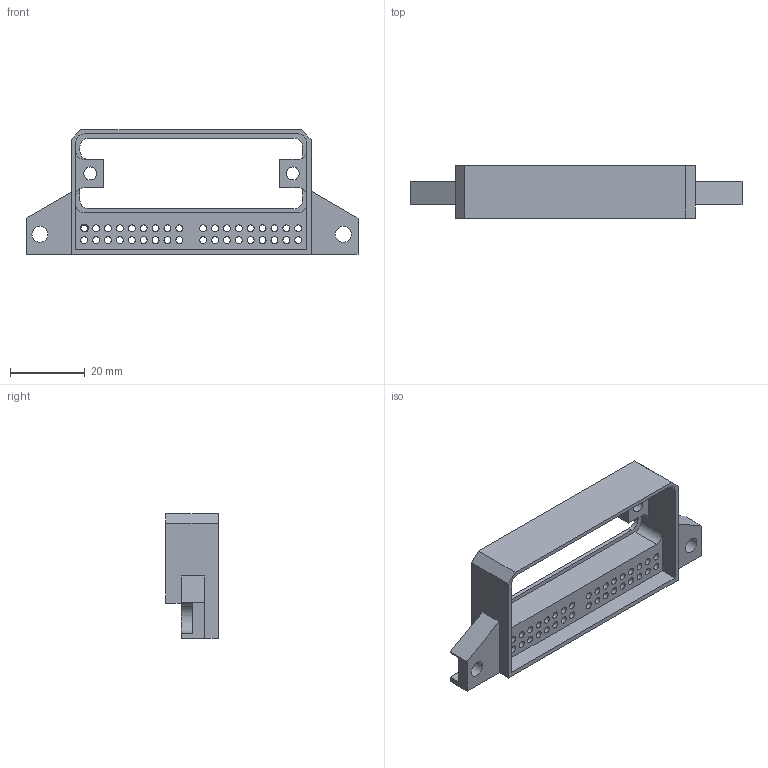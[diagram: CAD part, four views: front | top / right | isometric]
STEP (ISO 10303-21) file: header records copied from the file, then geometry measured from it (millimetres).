
FILE_DESCRIPTION(/* description */ (''),/* implementation_level */ '2;1');
FILE_NAME(/* name */ '2004925-HEADER KEYBOARD MODULE.step',/* time_stamp */ '2019-07-13T00:27:03-05:00',/* author */ (''),/* organization */ (''),/* preprocessor_version */ 'ST-DEVELOPER v18',/* originating_system */ 'Autodesk Translation Framework v8.2.0.1029',/* authorisation */ '');
FILE_SCHEMA (('AUTOMOTIVE_DESIGN { 1 0 10303 214 3 1 1 }'));
Length unit declared in the file: inch
Products named in the file (2): 2004925-HEADER KEYBOARD MODULE; 2004925
Assembly tree (1 placements, depth 2):
  2004925-HEADER KEYBOARD MODULE
    2004925
Bounding box: 88.65 x 13.97 x 33.27 mm (x, y, z)
Volume: 6375.3 mm3; surface area: 8592.6 mm2
Topology: 1 solids, 1 shells, 118 faces, 351 edges, 235 vertices
Faces by surface type: cylinder 66, plane 48, bspline 2, cone 2
Full cylindrical faces by diameter (mm): 1.783 x4, 1.854 x35, 2.184 x4, 3.454 x2, 4.267 x2
Entity records: 4824 total; most frequent: CARTESIAN_POINT 1370, ORIENTED_EDGE 702, DIRECTION 685, EDGE_CURVE 351, AXIS2_PLACEMENT_3D 242, VERTEX_POINT 235, LINE 201, VECTOR 201
